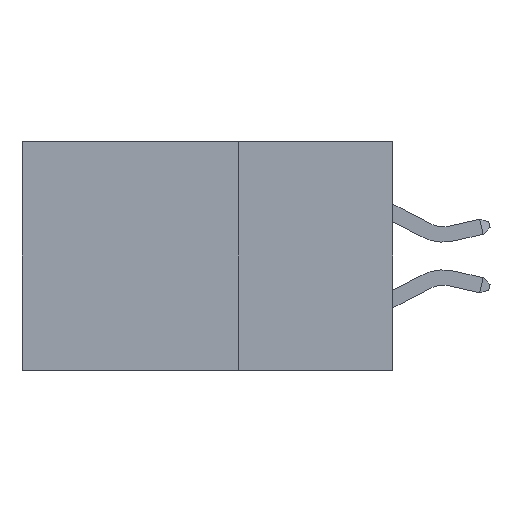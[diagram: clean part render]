
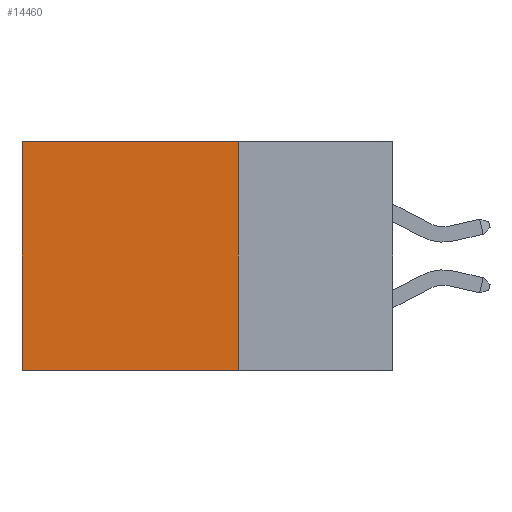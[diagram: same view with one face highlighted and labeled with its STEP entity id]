
A CAD part, left-side view. The second image highlights one B-rep face of the part: STEP entity #14460.
In plain terms, the highlighted planar face has unit normal (-1, 0, 0).
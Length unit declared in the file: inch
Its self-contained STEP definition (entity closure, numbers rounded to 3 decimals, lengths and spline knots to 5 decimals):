
#739 = CARTESIAN_POINT ( 'NONE',  ( 0.2875, 0.25, 0. ) ) ;
#825 = VECTOR ( 'NONE', #19202, 39.37008 ) ;
#1067 = DIRECTION ( 'NONE',  ( 0., 0., -1. ) ) ;
#1305 = LINE ( 'NONE', #13384, #825 ) ;
#2183 = EDGE_CURVE ( 'NONE', #6340, #16678, #7432, .T. ) ;
#2218 = ORIENTED_EDGE ( 'NONE', *, *, #16865, .T. ) ;
#2361 = DIRECTION ( 'NONE',  ( 0., 1., 0. ) ) ;
#2847 = EDGE_CURVE ( 'NONE', #16678, #9268, #14214, .T. ) ;
#3463 = EDGE_LOOP ( 'NONE', ( #2218, #13355, #18824, #18048 ) ) ;
#3685 = VECTOR ( 'NONE', #1067, 39.37008 ) ;
#5630 = PLANE ( 'NONE',  #13705 ) ;
#6340 = VERTEX_POINT ( 'NONE', #13269 ) ;
#6487 = DIRECTION ( 'NONE',  ( 0., 1., 0. ) ) ;
#6737 = CARTESIAN_POINT ( 'NONE',  ( 0.2875, 0.25, -0.37 ) ) ;
#6941 = DIRECTION ( 'NONE',  ( 1., 0., 0. ) ) ;
#7129 = DIRECTION ( 'NONE',  ( 0., 0., -1. ) ) ;
#7432 = LINE ( 'NONE', #13068, #3685 ) ;
#8372 = CARTESIAN_POINT ( 'NONE',  ( 0.2875, 0.25, -0.37 ) ) ;
#9268 = VERTEX_POINT ( 'NONE', #13211 ) ;
#9308 = LINE ( 'NONE', #739, #16769 ) ;
#13068 = CARTESIAN_POINT ( 'NONE',  ( 0.2875, 0.25, 0. ) ) ;
#13211 = CARTESIAN_POINT ( 'NONE',  ( 0.2875, 0.6, -0.37 ) ) ;
#13269 = CARTESIAN_POINT ( 'NONE',  ( 0.2875, 0.25, 0. ) ) ;
#13355 = ORIENTED_EDGE ( 'NONE', *, *, #2847, .F. ) ;
#13384 = CARTESIAN_POINT ( 'NONE',  ( 0.2875, 0.6, 0. ) ) ;
#13705 = AXIS2_PLACEMENT_3D ( 'NONE', #16109, #6941, #7129 ) ;
#14055 = FACE_OUTER_BOUND ( 'NONE', #3463, .T. ) ;
#14214 = LINE ( 'NONE', #8372, #19359 ) ;
#14460 = ADVANCED_FACE ( 'NONE', ( #14055 ), #5630, .F. ) ;
#14731 = VERTEX_POINT ( 'NONE', #17848 ) ;
#16097 = EDGE_CURVE ( 'NONE', #6340, #14731, #9308, .T. ) ;
#16109 = CARTESIAN_POINT ( 'NONE',  ( 0.2875, 0.25, 0. ) ) ;
#16678 = VERTEX_POINT ( 'NONE', #6737 ) ;
#16769 = VECTOR ( 'NONE', #6487, 39.37008 ) ;
#16865 = EDGE_CURVE ( 'NONE', #14731, #9268, #1305, .T. ) ;
#17848 = CARTESIAN_POINT ( 'NONE',  ( 0.2875, 0.6, 0. ) ) ;
#18048 = ORIENTED_EDGE ( 'NONE', *, *, #16097, .T. ) ;
#18824 = ORIENTED_EDGE ( 'NONE', *, *, #2183, .F. ) ;
#19202 = DIRECTION ( 'NONE',  ( 0., 0., -1. ) ) ;
#19359 = VECTOR ( 'NONE', #2361, 39.37008 ) ;
